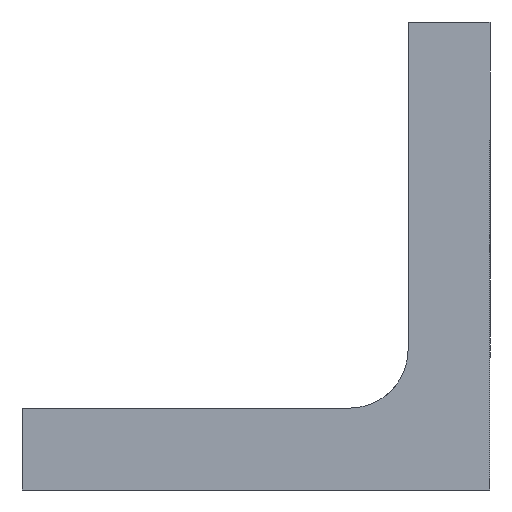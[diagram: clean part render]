
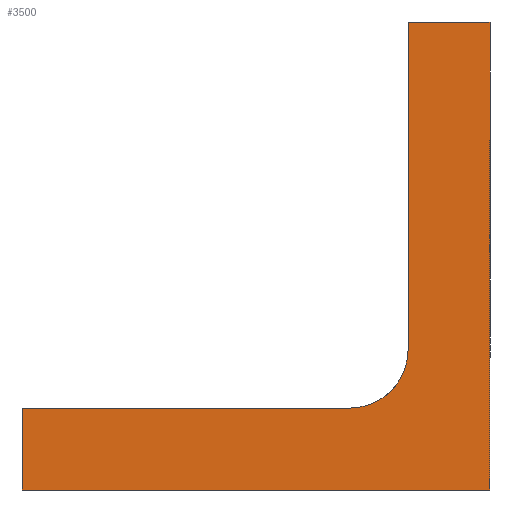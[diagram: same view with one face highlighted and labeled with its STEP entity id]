
A CAD part, left-side view. The second image highlights one B-rep face of the part: STEP entity #3500.
In plain terms, the highlighted planar face has unit normal (-1, 0, 0).
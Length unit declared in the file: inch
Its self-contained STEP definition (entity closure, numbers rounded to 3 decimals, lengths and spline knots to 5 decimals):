
#23 = ORIENTED_EDGE ( 'NONE', *, *, #14183, .F. ) ;
#343 = EDGE_CURVE ( 'NONE', #6611, #2831, #2773, .T. ) ;
#788 = DIRECTION ( 'NONE',  ( 0., 0., 1. ) ) ;
#1218 = LINE ( 'NONE', #6467, #6223 ) ;
#1879 = ORIENTED_EDGE ( 'NONE', *, *, #7600, .F. ) ;
#2085 = ORIENTED_EDGE ( 'NONE', *, *, #3223, .F. ) ;
#2280 = CARTESIAN_POINT ( 'NONE',  ( -0.75, -0.4, -0.4 ) ) ;
#2773 = LINE ( 'NONE', #4452, #13253 ) ;
#2831 = VERTEX_POINT ( 'NONE', #8768 ) ;
#2995 = VERTEX_POINT ( 'NONE', #9127 ) ;
#3023 = CIRCLE ( 'NONE', #5744, 0.25 ) ;
#3115 = VECTOR ( 'NONE', #5507, 39.37008 ) ;
#3129 = ORIENTED_EDGE ( 'NONE', *, *, #10284, .F. ) ;
#3131 = EDGE_CURVE ( 'NONE', #12822, #14174, #9469, .T. ) ;
#3223 = EDGE_CURVE ( 'NONE', #2831, #12822, #15600, .T. ) ;
#3314 = CARTESIAN_POINT ( 'NONE',  ( -0.75, -0.4, -0.65 ) ) ;
#3500 = ADVANCED_FACE ( 'NONE', ( #6376 ), #5015, .F. ) ;
#3587 = DIRECTION ( 'NONE',  ( 1., 0., 0. ) ) ;
#3604 = DIRECTION ( 'NONE',  ( 0., 0., -1. ) ) ;
#3661 = CARTESIAN_POINT ( 'NONE',  ( -0.75, -0.65, -0.4 ) ) ;
#3987 = DIRECTION ( 'NONE',  ( 0., -1., 0. ) ) ;
#4202 = VECTOR ( 'NONE', #14305, 39.37008 ) ;
#4364 = DIRECTION ( 'NONE',  ( 0., 0., -1. ) ) ;
#4452 = CARTESIAN_POINT ( 'NONE',  ( -0.75, 1., -1. ) ) ;
#5015 = PLANE ( 'NONE',  #15341 ) ;
#5209 = ORIENTED_EDGE ( 'NONE', *, *, #3131, .F. ) ;
#5507 = DIRECTION ( 'NONE',  ( 0., -1., 0. ) ) ;
#5744 = AXIS2_PLACEMENT_3D ( 'NONE', #13265, #14686, #3604 ) ;
#6223 = VECTOR ( 'NONE', #788, 39.37008 ) ;
#6376 = FACE_OUTER_BOUND ( 'NONE', #8323, .T. ) ;
#6467 = CARTESIAN_POINT ( 'NONE',  ( -0.75, -0.65, 1. ) ) ;
#6611 = VERTEX_POINT ( 'NONE', #8715 ) ;
#7354 = CARTESIAN_POINT ( 'NONE',  ( -0.75, -0.65, 1. ) ) ;
#7408 = DIRECTION ( 'NONE',  ( 0., 1., 0. ) ) ;
#7600 = EDGE_CURVE ( 'NONE', #10973, #2995, #11421, .T. ) ;
#8161 = CARTESIAN_POINT ( 'NONE',  ( -0.75, -1., 1. ) ) ;
#8323 = EDGE_LOOP ( 'NONE', ( #2085, #16906, #3129, #1879, #23, #15266, #5209 ) ) ;
#8715 = CARTESIAN_POINT ( 'NONE',  ( -0.75, -1., -1. ) ) ;
#8768 = CARTESIAN_POINT ( 'NONE',  ( -0.75, 1., -1. ) ) ;
#9127 = CARTESIAN_POINT ( 'NONE',  ( -0.75, -1., 1. ) ) ;
#9469 = LINE ( 'NONE', #10945, #11629 ) ;
#10011 = VECTOR ( 'NONE', #4364, 39.37008 ) ;
#10284 = EDGE_CURVE ( 'NONE', #2995, #6611, #10678, .T. ) ;
#10678 = LINE ( 'NONE', #12732, #10011 ) ;
#10945 = CARTESIAN_POINT ( 'NONE',  ( -0.75, -0.4, -0.65 ) ) ;
#10973 = VERTEX_POINT ( 'NONE', #7354 ) ;
#11421 = LINE ( 'NONE', #8161, #3115 ) ;
#11629 = VECTOR ( 'NONE', #3987, 39.37008 ) ;
#12020 = DIRECTION ( 'NONE',  ( 0., 0., -1. ) ) ;
#12732 = CARTESIAN_POINT ( 'NONE',  ( -0.75, -1., -1. ) ) ;
#12818 = CARTESIAN_POINT ( 'NONE',  ( -0.75, 1., -0.65 ) ) ;
#12822 = VERTEX_POINT ( 'NONE', #15950 ) ;
#12981 = EDGE_CURVE ( 'NONE', #14174, #16293, #3023, .T. ) ;
#13253 = VECTOR ( 'NONE', #7408, 39.37008 ) ;
#13265 = CARTESIAN_POINT ( 'NONE',  ( -0.75, -0.4, -0.4 ) ) ;
#14174 = VERTEX_POINT ( 'NONE', #3314 ) ;
#14183 = EDGE_CURVE ( 'NONE', #16293, #10973, #1218, .T. ) ;
#14305 = DIRECTION ( 'NONE',  ( 0., 0., 1. ) ) ;
#14686 = DIRECTION ( 'NONE',  ( -1., 0., 0. ) ) ;
#15266 = ORIENTED_EDGE ( 'NONE', *, *, #12981, .F. ) ;
#15341 = AXIS2_PLACEMENT_3D ( 'NONE', #2280, #3587, #12020 ) ;
#15600 = LINE ( 'NONE', #12818, #4202 ) ;
#15950 = CARTESIAN_POINT ( 'NONE',  ( -0.75, 1., -0.65 ) ) ;
#16293 = VERTEX_POINT ( 'NONE', #3661 ) ;
#16906 = ORIENTED_EDGE ( 'NONE', *, *, #343, .F. ) ;
